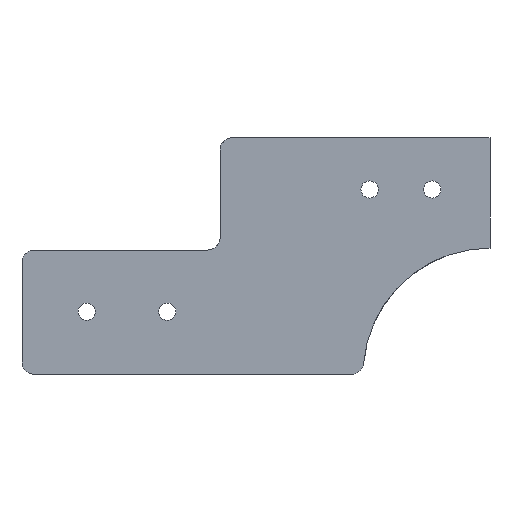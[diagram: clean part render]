
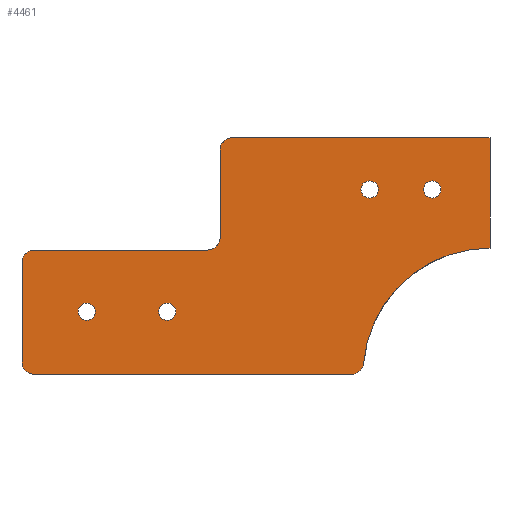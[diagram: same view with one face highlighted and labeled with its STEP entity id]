
A CAD part, front view. The second image highlights one B-rep face of the part: STEP entity #4461.
In plain terms, the highlighted planar face has unit normal (0, -1, 0).
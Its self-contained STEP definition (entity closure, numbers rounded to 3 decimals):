
#1513 = VERTEX_POINT('',#1514);
#1514 = CARTESIAN_POINT('',(-11.041,10.001,
    0.));
#1520 = EDGE_CURVE('',#1513,#1521,#1523,.T.);
#1521 = VERTEX_POINT('',#1522);
#1522 = CARTESIAN_POINT('',(90.868,10.001,
    0.));
#1523 = LINE('',#1524,#1525);
#1524 = CARTESIAN_POINT('',(115.443,10.001,0.));
#1525 = VECTOR('',#1526,1.);
#1526 = DIRECTION('',(1.,0.,0.));
#1635 = EDGE_CURVE('',#1513,#1636,#1638,.T.);
#1636 = VERTEX_POINT('',#1637);
#1637 = CARTESIAN_POINT('',(-15.041,10.001,4.));
#1638 = CIRCLE('',#1639,4.);
#1639 = AXIS2_PLACEMENT_3D('',#1640,#1641,#1642);
#1640 = CARTESIAN_POINT('',(-11.041,10.001,4.));
#1641 = DIRECTION('',(0.,1.,0.));
#1642 = DIRECTION('',(0.,0.,1.));
#1741 = EDGE_CURVE('',#1636,#1742,#1744,.T.);
#1742 = VERTEX_POINT('',#1743);
#1743 = CARTESIAN_POINT('',(-15.041,10.001,36.));
#1744 = LINE('',#1745,#1746);
#1745 = CARTESIAN_POINT('',(-15.041,10.001,0.));
#1746 = VECTOR('',#1747,1.);
#1747 = DIRECTION('',(0.,0.,1.));
#1763 = EDGE_CURVE('',#1764,#1766,#1768,.T.);
#1764 = VERTEX_POINT('',#1765);
#1765 = CARTESIAN_POINT('',(135.523,10.001,76.2));
#1766 = VERTEX_POINT('',#1767);
#1767 = CARTESIAN_POINT('',(52.701,10.001,76.2));
#1768 = LINE('',#1769,#1770);
#1769 = CARTESIAN_POINT('',(106.508,10.001,76.2));
#1770 = VECTOR('',#1771,1.);
#1771 = DIRECTION('',(-1.,0.,0.));
#1852 = VERTEX_POINT('',#1853);
#1853 = CARTESIAN_POINT('',(-11.041,10.001,40.));
#1859 = EDGE_CURVE('',#1742,#1852,#1860,.T.);
#1860 = CIRCLE('',#1861,4.);
#1861 = AXIS2_PLACEMENT_3D('',#1862,#1863,#1864);
#1862 = CARTESIAN_POINT('',(-11.041,10.001,36.));
#1863 = DIRECTION('',(0.,1.,0.));
#1864 = DIRECTION('',(0.,0.,-1.));
#1875 = EDGE_CURVE('',#1766,#1876,#1878,.T.);
#1876 = VERTEX_POINT('',#1877);
#1877 = CARTESIAN_POINT('',(48.701,10.001,72.2));
#1878 = CIRCLE('',#1879,4.);
#1879 = AXIS2_PLACEMENT_3D('',#1880,#1881,#1882);
#1880 = CARTESIAN_POINT('',(52.701,10.001,72.2));
#1881 = DIRECTION('',(0.,-1.,0.));
#1882 = DIRECTION('',(0.,0.,1.));
#1900 = EDGE_CURVE('',#1852,#1901,#1903,.T.);
#1901 = VERTEX_POINT('',#1902);
#1902 = CARTESIAN_POINT('',(44.701,10.001,40.));
#1903 = LINE('',#1904,#1905);
#1904 = CARTESIAN_POINT('',(21.702,10.001,40.));
#1905 = VECTOR('',#1906,1.);
#1906 = DIRECTION('',(1.,0.,0.));
#1966 = EDGE_CURVE('',#1967,#1876,#1969,.T.);
#1967 = VERTEX_POINT('',#1968);
#1968 = CARTESIAN_POINT('',(48.701,10.001,44.));
#1969 = LINE('',#1970,#1971);
#1970 = CARTESIAN_POINT('',(48.701,10.001,39.05));
#1971 = VECTOR('',#1972,1.);
#1972 = DIRECTION('',(0.,0.,1.));
#1990 = EDGE_CURVE('',#1901,#1967,#1991,.T.);
#1991 = CIRCLE('',#1992,4.);
#1992 = AXIS2_PLACEMENT_3D('',#1993,#1994,#1995);
#1993 = CARTESIAN_POINT('',(44.701,10.001,44.));
#1994 = DIRECTION('',(0.,-1.,0.));
#1995 = DIRECTION('',(0.,0.,1.));
#4461 = ADVANCED_FACE('',(#4462,#4497,#4508,#4519,#4530),#4541,.T.);
#4462 = FACE_BOUND('',#4463,.T.);
#4463 = EDGE_LOOP('',(#4464,#4465,#4466,#4467,#4476,#4485,#4491,#4492,
    #4493,#4494,#4495,#4496));
#4464 = ORIENTED_EDGE('',*,*,#1741,.F.);
#4465 = ORIENTED_EDGE('',*,*,#1635,.F.);
#4466 = ORIENTED_EDGE('',*,*,#1520,.T.);
#4467 = ORIENTED_EDGE('',*,*,#4468,.T.);
#4468 = EDGE_CURVE('',#1521,#4469,#4471,.T.);
#4469 = VERTEX_POINT('',#4470);
#4470 = CARTESIAN_POINT('',(94.852,10.001,
    3.641));
#4471 = CIRCLE('',#4472,4.);
#4472 = AXIS2_PLACEMENT_3D('',#4473,#4474,#4475);
#4473 = CARTESIAN_POINT('',(90.868,10.001,4.));
#4474 = DIRECTION('',(0.,-1.,0.));
#4475 = DIRECTION('',(0.,0.,-1.));
#4476 = ORIENTED_EDGE('',*,*,#4477,.F.);
#4477 = EDGE_CURVE('',#4478,#4469,#4480,.T.);
#4478 = VERTEX_POINT('',#4479);
#4479 = CARTESIAN_POINT('',(135.523,10.001,
    40.621));
#4480 = CIRCLE('',#4481,40.621);
#4481 = AXIS2_PLACEMENT_3D('',#4482,#4483,#4484);
#4482 = CARTESIAN_POINT('',(135.31,10.001,0.));
#4483 = DIRECTION('',(0.,-1.,0.));
#4484 = DIRECTION('',(1.,0.,0.));
#4485 = ORIENTED_EDGE('',*,*,#4486,.T.);
#4486 = EDGE_CURVE('',#4478,#1764,#4487,.T.);
#4487 = LINE('',#4488,#4489);
#4488 = CARTESIAN_POINT('',(135.523,10.001,0.));
#4489 = VECTOR('',#4490,1.);
#4490 = DIRECTION('',(0.,0.,1.));
#4491 = ORIENTED_EDGE('',*,*,#1763,.T.);
#4492 = ORIENTED_EDGE('',*,*,#1875,.T.);
#4493 = ORIENTED_EDGE('',*,*,#1966,.F.);
#4494 = ORIENTED_EDGE('',*,*,#1990,.F.);
#4495 = ORIENTED_EDGE('',*,*,#1900,.F.);
#4496 = ORIENTED_EDGE('',*,*,#1859,.F.);
#4497 = FACE_BOUND('',#4498,.T.);
#4498 = EDGE_LOOP('',(#4499));
#4499 = ORIENTED_EDGE('',*,*,#4500,.F.);
#4500 = EDGE_CURVE('',#4501,#4501,#4503,.T.);
#4501 = VERTEX_POINT('',#4502);
#4502 = CARTESIAN_POINT('',(8.529,10.001,
    20.201));
#4503 = CIRCLE('',#4504,2.77);
#4504 = AXIS2_PLACEMENT_3D('',#4505,#4506,#4507);
#4505 = CARTESIAN_POINT('',(5.759,10.001,
    20.201));
#4506 = DIRECTION('',(0.,-1.,0.));
#4507 = DIRECTION('',(1.,0.,0.));
#4508 = FACE_BOUND('',#4509,.T.);
#4509 = EDGE_LOOP('',(#4510));
#4510 = ORIENTED_EDGE('',*,*,#4511,.F.);
#4511 = EDGE_CURVE('',#4512,#4512,#4514,.T.);
#4512 = VERTEX_POINT('',#4513);
#4513 = CARTESIAN_POINT('',(34.469,10.001,
    20.198));
#4514 = CIRCLE('',#4515,2.77);
#4515 = AXIS2_PLACEMENT_3D('',#4516,#4517,#4518);
#4516 = CARTESIAN_POINT('',(31.699,10.001,
    20.198));
#4517 = DIRECTION('',(0.,-1.,0.));
#4518 = DIRECTION('',(1.,0.,0.));
#4519 = FACE_BOUND('',#4520,.T.);
#4520 = EDGE_LOOP('',(#4521));
#4521 = ORIENTED_EDGE('',*,*,#4522,.F.);
#4522 = EDGE_CURVE('',#4523,#4523,#4525,.T.);
#4523 = VERTEX_POINT('',#4524);
#4524 = CARTESIAN_POINT('',(99.547,10.001,59.496));
#4525 = CIRCLE('',#4526,2.77);
#4526 = AXIS2_PLACEMENT_3D('',#4527,#4528,#4529);
#4527 = CARTESIAN_POINT('',(96.777,10.001,59.496));
#4528 = DIRECTION('',(0.,-1.,0.));
#4529 = DIRECTION('',(1.,0.,0.));
#4530 = FACE_BOUND('',#4531,.T.);
#4531 = EDGE_LOOP('',(#4532));
#4532 = ORIENTED_EDGE('',*,*,#4533,.F.);
#4533 = EDGE_CURVE('',#4534,#4534,#4536,.T.);
#4534 = VERTEX_POINT('',#4535);
#4535 = CARTESIAN_POINT('',(119.687,10.001,59.494));
#4536 = CIRCLE('',#4537,2.77);
#4537 = AXIS2_PLACEMENT_3D('',#4538,#4539,#4540);
#4538 = CARTESIAN_POINT('',(116.917,10.001,59.494));
#4539 = DIRECTION('',(0.,-1.,0.));
#4540 = DIRECTION('',(1.,0.,0.));
#4541 = PLANE('',#4542);
#4542 = AXIS2_PLACEMENT_3D('',#4543,#4544,#4545);
#4543 = CARTESIAN_POINT('',(60.241,10.001,38.1));
#4544 = DIRECTION('',(-0.,-1.,-0.));
#4545 = DIRECTION('',(0.,0.,-1.));
